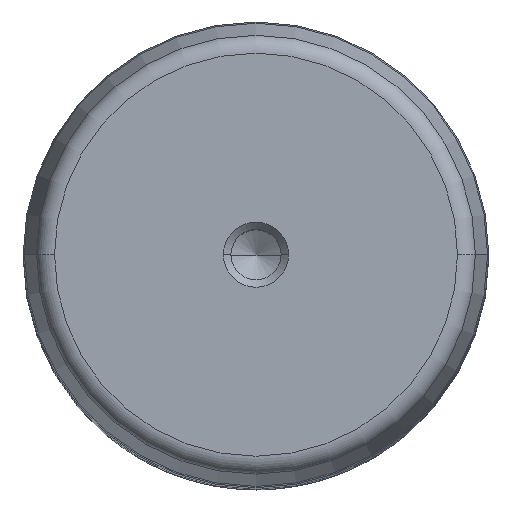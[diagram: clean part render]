
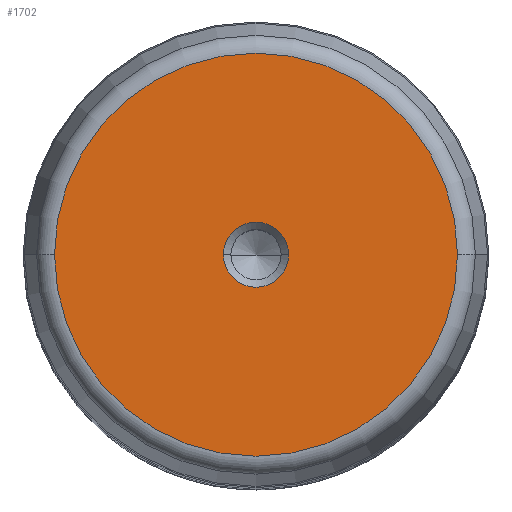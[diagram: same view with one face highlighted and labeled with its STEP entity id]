
A CAD part, top view. The second image highlights one B-rep face of the part: STEP entity #1702.
In plain terms, the highlighted planar face has unit normal (0, 0, 1).
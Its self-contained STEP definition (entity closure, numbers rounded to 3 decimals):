
#18 = AXIS2_PLACEMENT_3D ( 'NONE', #2661, #1898, #1165 ) ;
#46 = DIRECTION ( 'NONE',  ( 0., 0., -1. ) ) ;
#108 = DIRECTION ( 'NONE',  ( 0., 0., -1. ) ) ;
#352 = VERTEX_POINT ( 'NONE', #3086 ) ;
#428 = PLANE ( 'NONE',  #1402 ) ;
#590 = DIRECTION ( 'NONE',  ( 0., 0., -1. ) ) ;
#685 = CIRCLE ( 'NONE', #2852, 27.263 ) ;
#730 = CIRCLE ( 'NONE', #2110, 4.4 ) ;
#762 = ORIENTED_EDGE ( 'NONE', *, *, #1598, .T. ) ;
#778 = ORIENTED_EDGE ( 'NONE', *, *, #2392, .T. ) ;
#780 = CARTESIAN_POINT ( 'NONE',  ( 0., 0., 200. ) ) ;
#836 = ORIENTED_EDGE ( 'NONE', *, *, #2561, .F. ) ;
#884 = FACE_OUTER_BOUND ( 'NONE', #1512, .T. ) ;
#902 = AXIS2_PLACEMENT_3D ( 'NONE', #2063, #590, #1641 ) ;
#1005 = CIRCLE ( 'NONE', #902, 27.263 ) ;
#1048 = CIRCLE ( 'NONE', #18, 4.4 ) ;
#1075 = EDGE_LOOP ( 'NONE', ( #762, #778 ) ) ;
#1165 = DIRECTION ( 'NONE',  ( 1., 0., 0. ) ) ;
#1174 = VERTEX_POINT ( 'NONE', #2000 ) ;
#1268 = VERTEX_POINT ( 'NONE', #2364 ) ;
#1402 = AXIS2_PLACEMENT_3D ( 'NONE', #2174, #1922, #2147 ) ;
#1425 = EDGE_CURVE ( 'NONE', #1174, #352, #1005, .T. ) ;
#1461 = FACE_BOUND ( 'NONE', #1075, .T. ) ;
#1512 = EDGE_LOOP ( 'NONE', ( #836, #1796 ) ) ;
#1587 = CARTESIAN_POINT ( 'NONE',  ( 0., 0., 200. ) ) ;
#1598 = EDGE_CURVE ( 'NONE', #1846, #1268, #1048, .T. ) ;
#1641 = DIRECTION ( 'NONE',  ( -1., 0., 0. ) ) ;
#1702 = ADVANCED_FACE ( 'NONE', ( #1461, #884 ), #428, .T. ) ;
#1796 = ORIENTED_EDGE ( 'NONE', *, *, #1425, .F. ) ;
#1827 = DIRECTION ( 'NONE',  ( -1., 0., 0. ) ) ;
#1846 = VERTEX_POINT ( 'NONE', #2610 ) ;
#1898 = DIRECTION ( 'NONE',  ( 0., 0., -1. ) ) ;
#1922 = DIRECTION ( 'NONE',  ( 0., 0., 1. ) ) ;
#2000 = CARTESIAN_POINT ( 'NONE',  ( 27.263, 0., 200. ) ) ;
#2015 = DIRECTION ( 'NONE',  ( 1., 0., 0. ) ) ;
#2063 = CARTESIAN_POINT ( 'NONE',  ( 0., 0., 200. ) ) ;
#2110 = AXIS2_PLACEMENT_3D ( 'NONE', #780, #46, #2015 ) ;
#2147 = DIRECTION ( 'NONE',  ( 1., 0., 0. ) ) ;
#2174 = CARTESIAN_POINT ( 'NONE',  ( 0., 0., 200. ) ) ;
#2364 = CARTESIAN_POINT ( 'NONE',  ( -4.4, 0., 200. ) ) ;
#2392 = EDGE_CURVE ( 'NONE', #1268, #1846, #730, .T. ) ;
#2561 = EDGE_CURVE ( 'NONE', #352, #1174, #685, .T. ) ;
#2610 = CARTESIAN_POINT ( 'NONE',  ( 4.4, 0., 200. ) ) ;
#2661 = CARTESIAN_POINT ( 'NONE',  ( 0., 0., 200. ) ) ;
#2852 = AXIS2_PLACEMENT_3D ( 'NONE', #1587, #108, #1827 ) ;
#3086 = CARTESIAN_POINT ( 'NONE',  ( -27.263, 0., 200. ) ) ;
